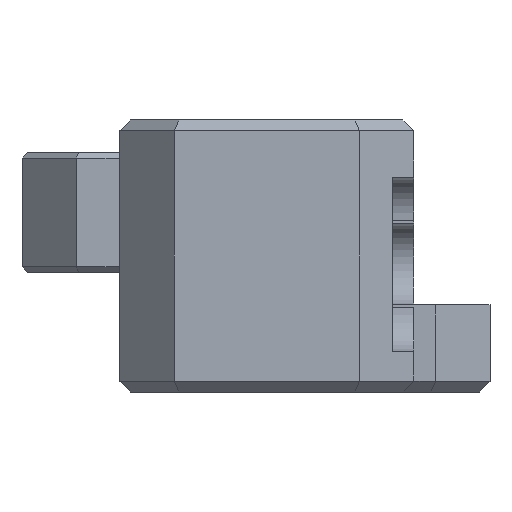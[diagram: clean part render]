
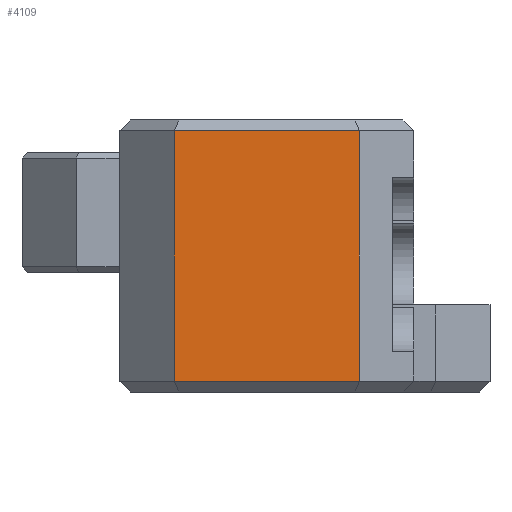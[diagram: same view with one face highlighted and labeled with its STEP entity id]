
A CAD part, left-side view. The second image highlights one B-rep face of the part: STEP entity #4109.
In plain terms, the highlighted planar face has unit normal (-1, 0, 0).
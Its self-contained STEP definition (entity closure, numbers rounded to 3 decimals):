
#91 = VECTOR ( 'NONE', #2264, 1000. ) ;
#203 = LINE ( 'NONE', #2953, #3142 ) ;
#234 = LINE ( 'NONE', #4373, #91 ) ;
#256 = PLANE ( 'NONE',  #2233 ) ;
#356 = CARTESIAN_POINT ( 'NONE',  ( 0., -12., -14.5 ) ) ;
#359 = CARTESIAN_POINT ( 'NONE',  ( 0., 0., 8.5 ) ) ;
#462 = VECTOR ( 'NONE', #1055, 1000. ) ;
#569 = DIRECTION ( 'NONE',  ( 0., 0., -1. ) ) ;
#890 = ORIENTED_EDGE ( 'NONE', *, *, #4418, .T. ) ;
#1055 = DIRECTION ( 'NONE',  ( 0., 1., 0. ) ) ;
#1205 = VERTEX_POINT ( 'NONE', #4273 ) ;
#1207 = EDGE_LOOP ( 'NONE', ( #890, #3231, #1945, #4212 ) ) ;
#1287 = CARTESIAN_POINT ( 'NONE',  ( 0., 0., 0. ) ) ;
#1600 = EDGE_CURVE ( 'NONE', #1652, #2297, #203, .T. ) ;
#1652 = VERTEX_POINT ( 'NONE', #2182 ) ;
#1869 = EDGE_CURVE ( 'NONE', #3177, #1205, #3106, .T. ) ;
#1885 = CARTESIAN_POINT ( 'NONE',  ( 0., 5., 0. ) ) ;
#1945 = ORIENTED_EDGE ( 'NONE', *, *, #4390, .T. ) ;
#2182 = CARTESIAN_POINT ( 'NONE',  ( 0., 5., -14.5 ) ) ;
#2233 = AXIS2_PLACEMENT_3D ( 'NONE', #1287, #3259, #569 ) ;
#2264 = DIRECTION ( 'NONE',  ( 0., 0., 1. ) ) ;
#2283 = FACE_OUTER_BOUND ( 'NONE', #1207, .T. ) ;
#2297 = VERTEX_POINT ( 'NONE', #356 ) ;
#2953 = CARTESIAN_POINT ( 'NONE',  ( 0., 0., -14.5 ) ) ;
#3106 = LINE ( 'NONE', #359, #462 ) ;
#3142 = VECTOR ( 'NONE', #4338, 1000. ) ;
#3177 = VERTEX_POINT ( 'NONE', #4326 ) ;
#3231 = ORIENTED_EDGE ( 'NONE', *, *, #1869, .T. ) ;
#3259 = DIRECTION ( 'NONE',  ( 1., 0., 0. ) ) ;
#3461 = VECTOR ( 'NONE', #3689, 1000. ) ;
#3689 = DIRECTION ( 'NONE',  ( 0., 0., -1. ) ) ;
#3920 = LINE ( 'NONE', #1885, #3461 ) ;
#4109 = ADVANCED_FACE ( 'NONE', ( #2283 ), #256, .F. ) ;
#4212 = ORIENTED_EDGE ( 'NONE', *, *, #1600, .T. ) ;
#4273 = CARTESIAN_POINT ( 'NONE',  ( 0., 5., 8.5 ) ) ;
#4326 = CARTESIAN_POINT ( 'NONE',  ( 0., -12., 8.5 ) ) ;
#4338 = DIRECTION ( 'NONE',  ( 0., -1., 0. ) ) ;
#4373 = CARTESIAN_POINT ( 'NONE',  ( 0., -12., 0. ) ) ;
#4390 = EDGE_CURVE ( 'NONE', #1205, #1652, #3920, .T. ) ;
#4418 = EDGE_CURVE ( 'NONE', #2297, #3177, #234, .T. ) ;
